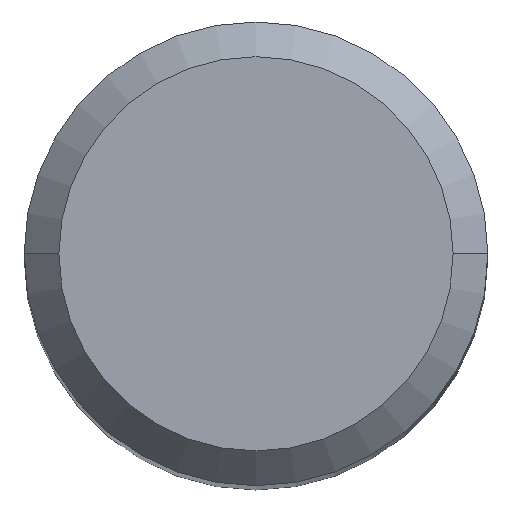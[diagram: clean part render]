
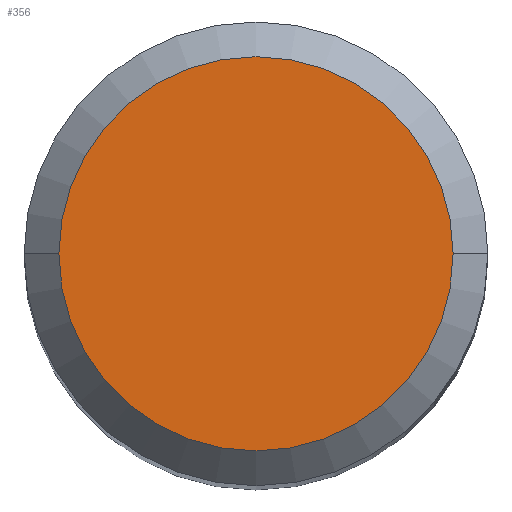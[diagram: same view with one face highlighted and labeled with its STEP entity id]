
A CAD part, top view. The second image highlights one B-rep face of the part: STEP entity #356.
In plain terms, the highlighted planar face has unit normal (0, 0, 1).
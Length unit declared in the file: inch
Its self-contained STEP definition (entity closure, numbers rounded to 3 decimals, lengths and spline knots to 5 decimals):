
#24 = CIRCLE ( 'NONE', #40, 0.20077 ) ;
#40 = AXIS2_PLACEMENT_3D ( 'NONE', #350, #312, #98 ) ;
#43 = CARTESIAN_POINT ( 'NONE',  ( 0., 0., 0. ) ) ;
#48 = CARTESIAN_POINT ( 'NONE',  ( 0., 0., 0. ) ) ;
#79 = ORIENTED_EDGE ( 'NONE', *, *, #148, .T. ) ;
#98 = DIRECTION ( 'NONE',  ( 1., 0., 0. ) ) ;
#103 = ORIENTED_EDGE ( 'NONE', *, *, #215, .T. ) ;
#104 = DIRECTION ( 'NONE',  ( 0., 0., 1. ) ) ;
#127 = EDGE_LOOP ( 'NONE', ( #79, #103 ) ) ;
#143 = AXIS2_PLACEMENT_3D ( 'NONE', #43, #104, #147 ) ;
#147 = DIRECTION ( 'NONE',  ( 1., 0., 0. ) ) ;
#148 = EDGE_CURVE ( 'NONE', #378, #192, #24, .T. ) ;
#192 = VERTEX_POINT ( 'NONE', #462 ) ;
#215 = EDGE_CURVE ( 'NONE', #192, #378, #225, .T. ) ;
#222 = CARTESIAN_POINT ( 'NONE',  ( -0.20077, 0., 0. ) ) ;
#225 = CIRCLE ( 'NONE', #143, 0.20077 ) ;
#312 = DIRECTION ( 'NONE',  ( 0., 0., 1. ) ) ;
#336 = DIRECTION ( 'NONE',  ( 0., 0., -1. ) ) ;
#342 = PLANE ( 'NONE',  #347 ) ;
#347 = AXIS2_PLACEMENT_3D ( 'NONE', #48, #336, #406 ) ;
#350 = CARTESIAN_POINT ( 'NONE',  ( 0., 0., 0. ) ) ;
#356 = ADVANCED_FACE ( 'NONE', ( #446 ), #342, .F. ) ;
#378 = VERTEX_POINT ( 'NONE', #222 ) ;
#406 = DIRECTION ( 'NONE',  ( -1., 0., 0. ) ) ;
#446 = FACE_OUTER_BOUND ( 'NONE', #127, .T. ) ;
#462 = CARTESIAN_POINT ( 'NONE',  ( 0.20077, 0., 0. ) ) ;
